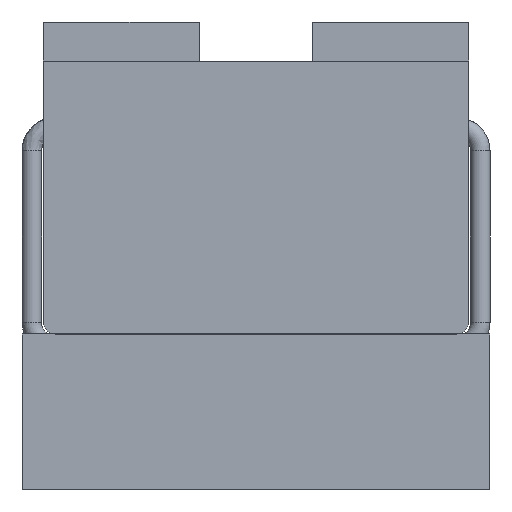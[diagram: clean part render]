
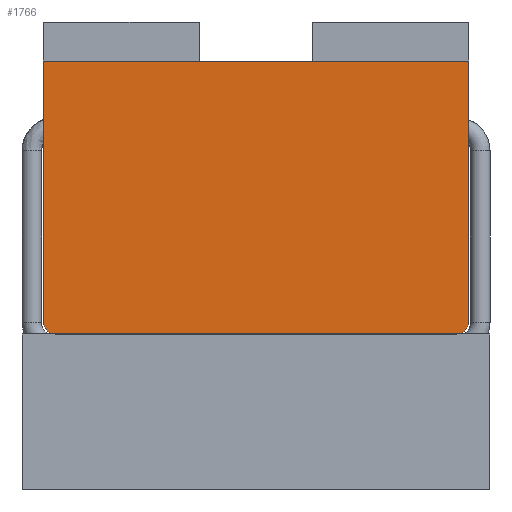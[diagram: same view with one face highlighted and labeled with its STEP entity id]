
A CAD part, left-side view. The second image highlights one B-rep face of the part: STEP entity #1766.
In plain terms, the highlighted planar face has unit normal (-1, 0, 0).
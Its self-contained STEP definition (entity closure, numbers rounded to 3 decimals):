
#46=LINE('',#3244,#98);
#47=LINE('',#3249,#99);
#48=LINE('',#3251,#100);
#49=LINE('',#3253,#101);
#98=VECTOR('',#2422,1000.);
#99=VECTOR('',#2425,1000.);
#100=VECTOR('',#2426,1000.);
#101=VECTOR('',#2427,1000.);
#157=PLANE('',#2028);
#390=ORIENTED_EDGE('',*,*,#696,.T.);
#391=ORIENTED_EDGE('',*,*,#697,.T.);
#392=ORIENTED_EDGE('',*,*,#698,.F.);
#393=ORIENTED_EDGE('',*,*,#699,.F.);
#394=ORIENTED_EDGE('',*,*,#700,.T.);
#395=ORIENTED_EDGE('',*,*,#701,.T.);
#696=EDGE_CURVE('',#880,#881,#46,.T.);
#697=EDGE_CURVE('',#881,#882,#1040,.F.);
#698=EDGE_CURVE('',#883,#882,#47,.T.);
#699=EDGE_CURVE('',#884,#883,#48,.T.);
#700=EDGE_CURVE('',#884,#885,#49,.T.);
#701=EDGE_CURVE('',#885,#880,#1041,.F.);
#880=VERTEX_POINT('',#3245);
#881=VERTEX_POINT('',#3246);
#882=VERTEX_POINT('',#3248);
#883=VERTEX_POINT('',#3250);
#884=VERTEX_POINT('',#3252);
#885=VERTEX_POINT('',#3254);
#1040=CIRCLE('',#2029,0.03);
#1041=CIRCLE('',#2030,0.03);
#1235=EDGE_LOOP('',(#390,#391,#392,#393,#394,#395));
#1509=FACE_BOUND('',#1235,.T.);
#1766=ADVANCED_FACE('',(#1509),#157,.F.);
#2028=AXIS2_PLACEMENT_3D('',#3243,#2420,#2421);
#2029=AXIS2_PLACEMENT_3D('',#3247,#2423,#2424);
#2030=AXIS2_PLACEMENT_3D('',#3255,#2428,#2429);
#2420=DIRECTION('',(1.,0.,0.));
#2421=DIRECTION('',(0.,0.,-1.));
#2422=DIRECTION('',(0.,-1.,0.));
#2423=DIRECTION('',(1.,0.,0.));
#2424=DIRECTION('',(0.,0.,-1.));
#2425=DIRECTION('',(0.,0.,-1.));
#2426=DIRECTION('',(0.,-1.,0.));
#2427=DIRECTION('',(0.,0.,-1.));
#2428=DIRECTION('',(1.,0.,0.));
#2429=DIRECTION('',(0.,0.,-1.));
#3243=CARTESIAN_POINT('',(-1.,0.545,0.5));
#3244=CARTESIAN_POINT('',(-1.,0.545,0.));
#3245=CARTESIAN_POINT('',(-1.,0.515,0.));
#3246=CARTESIAN_POINT('',(-1.,-0.515,0.));
#3247=CARTESIAN_POINT('',(-1.,-0.515,0.03));
#3248=CARTESIAN_POINT('',(-1.,-0.545,0.03));
#3249=CARTESIAN_POINT('',(-1.,-0.545,0.5));
#3250=CARTESIAN_POINT('',(-1.,-0.545,0.7));
#3251=CARTESIAN_POINT('',(-1.,0.545,0.7));
#3252=CARTESIAN_POINT('',(-1.,0.545,0.7));
#3253=CARTESIAN_POINT('',(-1.,0.545,0.5));
#3254=CARTESIAN_POINT('',(-1.,0.545,0.03));
#3255=CARTESIAN_POINT('',(-1.,0.515,0.03));
